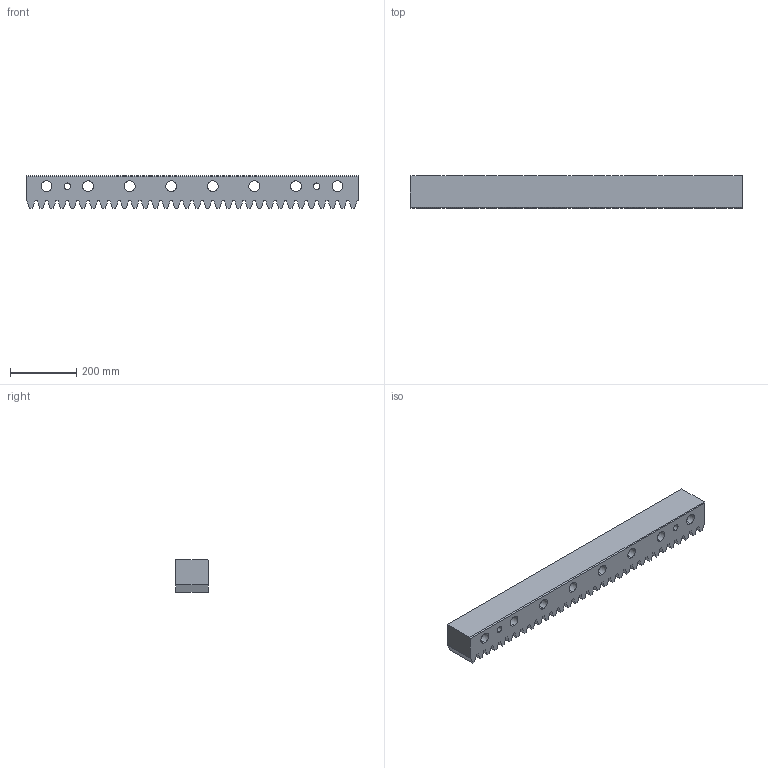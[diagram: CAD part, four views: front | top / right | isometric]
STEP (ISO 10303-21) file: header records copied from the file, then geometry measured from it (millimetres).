
FILE_DESCRIPTION(('STEP AP214'),'1');
FILE_NAME('144-100-410.stp','2017-10-09T11:45:19',('TraceParts'),('TraceParts S.A.'),'Spatial InterOp 3D',' ',' ');
FILE_SCHEMA(('automotive_design'));
Length unit declared in the file: millimetre
Products named in the file (1): 144-100-410
Bounding box: 1003.88 x 99 x 99 mm (x, y, z)
Volume: 7800836 mm3; surface area: 581008.8 mm2
Topology: 1 solids, 1 shells, 179 faces, 507 edges, 338 vertices
Faces by surface type: plane 143, cylinder 36
Entity records: 7250 total; most frequent: CARTESIAN_POINT 1025, ORIENTED_EDGE 1014, DIRECTION 939, EDGE_CURVE 507, LINE 435, VECTOR 435, VERTEX_POINT 338, AXIS2_PLACEMENT_3D 252
